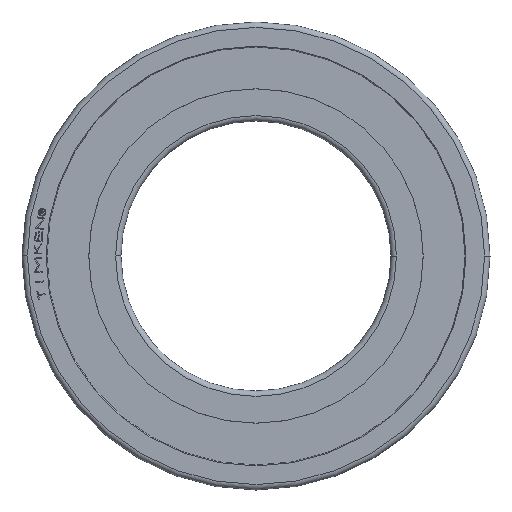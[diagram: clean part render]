
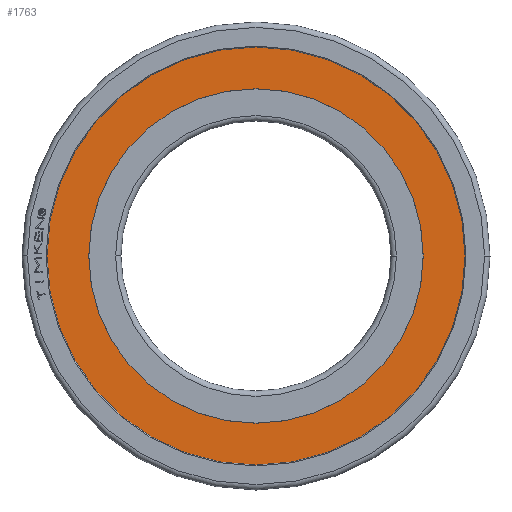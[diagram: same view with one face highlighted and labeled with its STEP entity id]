
A CAD part, left-side view. The second image highlights one B-rep face of the part: STEP entity #1763.
In plain terms, the highlighted planar face has unit normal (-1, 0, 0).
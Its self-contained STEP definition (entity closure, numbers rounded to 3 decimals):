
#1763=ADVANCED_FACE('',(#3607,#3608),#3609,.T.);
#3607=FACE_OUTER_BOUND('',#5443,.T.);
#3608=FACE_BOUND('',#5444,.T.);
#3609=PLANE('',#5445);
#5443=EDGE_LOOP('',(#11249,#11250));
#5444=EDGE_LOOP('',(#11251,#11252));
#5445=AXIS2_PLACEMENT_3D('',#11253,#11254,#11255);
#11249=ORIENTED_EDGE('',*,*,#11265,.F.);
#11250=ORIENTED_EDGE('',*,*,#11487,.F.);
#11251=ORIENTED_EDGE('',*,*,#13579,.T.);
#11252=ORIENTED_EDGE('',*,*,#11493,.T.);
#11253=CARTESIAN_POINT('',(-11.5,52.376,0.));
#11254=DIRECTION('',(-1.0,0.,0.));
#11255=DIRECTION('',(0.,1.0,0.));
#11265=EDGE_CURVE('',#13595,#13597,#13598,.T.);
#11487=EDGE_CURVE('',#13597,#13595,#13992,.T.);
#11493=EDGE_CURVE('',#14000,#13997,#14001,.T.);
#13579=EDGE_CURVE('',#13997,#14000,#17072,.T.);
#13595=VERTEX_POINT('',#17088);
#13597=VERTEX_POINT('',#17090);
#13598=CIRCLE('',#17091,58.305);
#13992=CIRCLE('',#19081,58.305);
#13997=VERTEX_POINT('',#19086);
#14000=VERTEX_POINT('',#19090);
#14001=CIRCLE('',#19091,46.448);
#17072=CIRCLE('',#28333,46.448);
#17088=CARTESIAN_POINT('',(-11.5,58.305,0.));
#17090=CARTESIAN_POINT('',(-11.5,-58.305,0.));
#17091=AXIS2_PLACEMENT_3D('',#28354,#28355,#28356);
#19081=AXIS2_PLACEMENT_3D('',#28633,#28634,#28635);
#19086=CARTESIAN_POINT('',(-11.5,46.448,0.));
#19090=CARTESIAN_POINT('',(-11.5,-46.448,0.));
#19091=AXIS2_PLACEMENT_3D('',#28643,#28644,#28645);
#28333=AXIS2_PLACEMENT_3D('',#30335,#30336,#30337);
#28354=CARTESIAN_POINT('',(-11.5,0.,0.));
#28355=DIRECTION('',(1.0,0.,0.));
#28356=DIRECTION('',(0.,1.0,0.));
#28633=CARTESIAN_POINT('',(-11.5,0.,0.));
#28634=DIRECTION('',(1.0,0.,0.));
#28635=DIRECTION('',(0.,1.0,0.));
#28643=CARTESIAN_POINT('',(-11.5,0.,0.));
#28644=DIRECTION('',(1.0,0.,0.));
#28645=DIRECTION('',(0.,1.0,0.));
#30335=CARTESIAN_POINT('',(-11.5,0.,0.));
#30336=DIRECTION('',(1.0,0.,0.));
#30337=DIRECTION('',(0.,1.0,0.));
